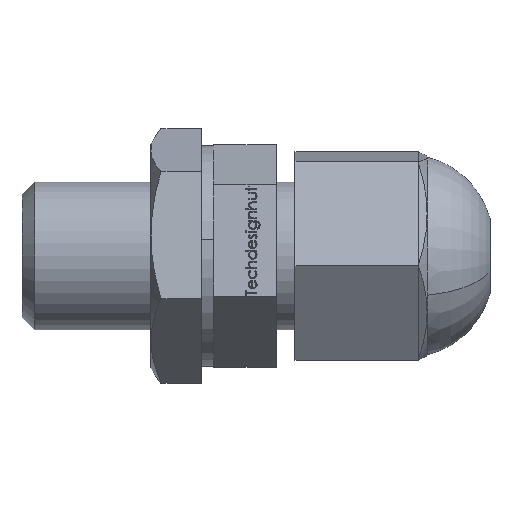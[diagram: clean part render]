
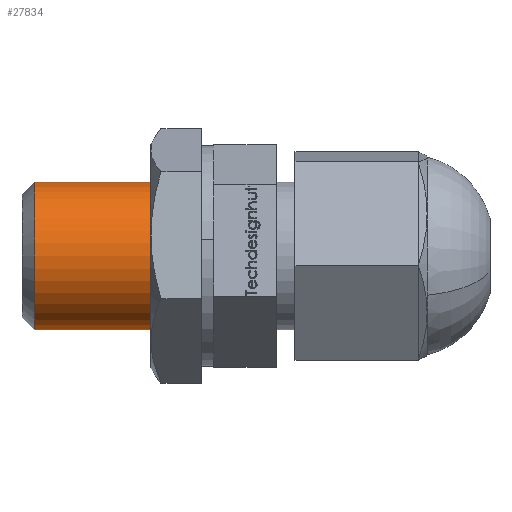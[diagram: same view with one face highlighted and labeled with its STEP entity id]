
A CAD part, front view. The second image highlights one B-rep face of the part: STEP entity #27834.
In plain terms, the highlighted cylindrical face has radius 5.875 mm (diameter 11.75 mm), a partial arc.
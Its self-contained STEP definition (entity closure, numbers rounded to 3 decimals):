
#205 = ORIENTED_EDGE ( 'NONE', *, *, #34438, .T. ) ;
#225 = DIRECTION ( 'NONE',  ( -1., 0., 0. ) ) ;
#1472 = ORIENTED_EDGE ( 'NONE', *, *, #18080, .T. ) ;
#2212 = VECTOR ( 'NONE', #19275, 1000. ) ;
#2638 = ORIENTED_EDGE ( 'NONE', *, *, #30838, .F. ) ;
#2831 = VERTEX_POINT ( 'NONE', #10018 ) ;
#5980 = CARTESIAN_POINT ( 'NONE',  ( -14.25, 0., 5.875 ) ) ;
#6812 = LINE ( 'NONE', #15973, #2212 ) ;
#7060 = CARTESIAN_POINT ( 'NONE',  ( 0., 0., 0. ) ) ;
#7449 = CIRCLE ( 'NONE', #28343, 5.875 ) ;
#9187 = DIRECTION ( 'NONE',  ( 0., 0., 1. ) ) ;
#9717 = EDGE_CURVE ( 'NONE', #36996, #16493, #7449, .T. ) ;
#10018 = CARTESIAN_POINT ( 'NONE',  ( 0., 0., -5.875 ) ) ;
#12559 = VECTOR ( 'NONE', #18553, 1000. ) ;
#14440 = AXIS2_PLACEMENT_3D ( 'NONE', #7060, #36755, #36460 ) ;
#15973 = CARTESIAN_POINT ( 'NONE',  ( 12.95, 0., -5.875 ) ) ;
#16493 = VERTEX_POINT ( 'NONE', #32455 ) ;
#18080 = EDGE_CURVE ( 'NONE', #2831, #29936, #39230, .T. ) ;
#18553 = DIRECTION ( 'NONE',  ( -1., 0., 0. ) ) ;
#19275 = DIRECTION ( 'NONE',  ( -1., 0., 0. ) ) ;
#23266 = EDGE_LOOP ( 'NONE', ( #2638, #1472, #205, #29788 ) ) ;
#24334 = LINE ( 'NONE', #41535, #12559 ) ;
#25780 = CYLINDRICAL_SURFACE ( 'NONE', #42343, 5.875 ) ;
#27834 = ADVANCED_FACE ( 'NONE', ( #37706 ), #25780, .T. ) ;
#28343 = AXIS2_PLACEMENT_3D ( 'NONE', #41898, #28826, #9187 ) ;
#28826 = DIRECTION ( 'NONE',  ( 1., 0., 0. ) ) ;
#29788 = ORIENTED_EDGE ( 'NONE', *, *, #9717, .T. ) ;
#29936 = VERTEX_POINT ( 'NONE', #35596 ) ;
#30838 = EDGE_CURVE ( 'NONE', #2831, #16493, #6812, .T. ) ;
#32455 = CARTESIAN_POINT ( 'NONE',  ( -14.25, 0., -5.875 ) ) ;
#34438 = EDGE_CURVE ( 'NONE', #29936, #36996, #24334, .T. ) ;
#35596 = CARTESIAN_POINT ( 'NONE',  ( 0., 0., 5.875 ) ) ;
#36460 = DIRECTION ( 'NONE',  ( 0., 0., 1. ) ) ;
#36755 = DIRECTION ( 'NONE',  ( -1., 0., 0. ) ) ;
#36996 = VERTEX_POINT ( 'NONE', #5980 ) ;
#37706 = FACE_OUTER_BOUND ( 'NONE', #23266, .T. ) ;
#39230 = CIRCLE ( 'NONE', #14440, 5.875 ) ;
#39366 = DIRECTION ( 'NONE',  ( 0., 0., 1. ) ) ;
#39665 = CARTESIAN_POINT ( 'NONE',  ( 12.95, 0., 0. ) ) ;
#41535 = CARTESIAN_POINT ( 'NONE',  ( 12.95, 0., 5.875 ) ) ;
#41898 = CARTESIAN_POINT ( 'NONE',  ( -14.25, 0., 0. ) ) ;
#42343 = AXIS2_PLACEMENT_3D ( 'NONE', #39665, #225, #39366 ) ;
